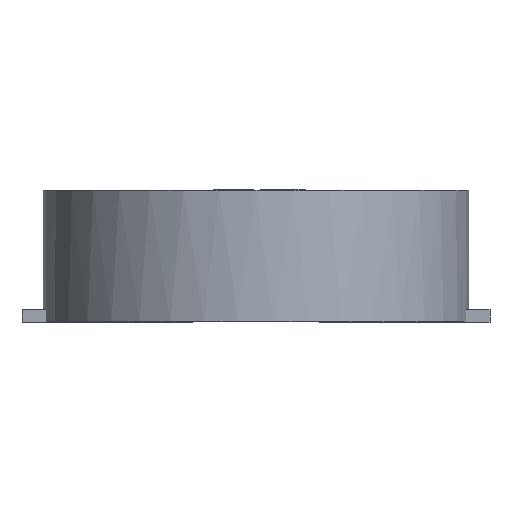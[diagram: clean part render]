
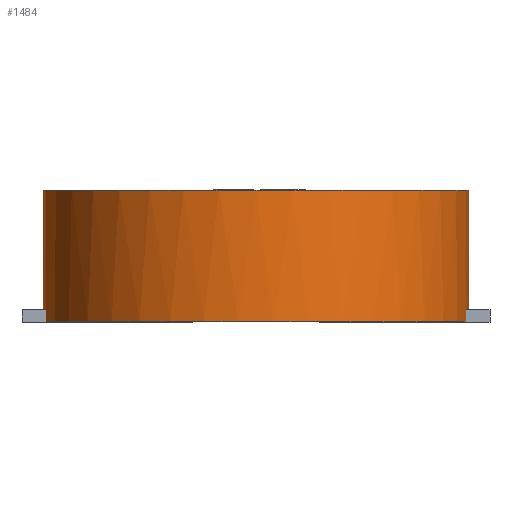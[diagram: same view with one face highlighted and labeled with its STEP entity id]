
A CAD part, front view. The second image highlights one B-rep face of the part: STEP entity #1484.
In plain terms, the highlighted cylindrical face has radius 5 mm (diameter 10 mm), a partial arc.
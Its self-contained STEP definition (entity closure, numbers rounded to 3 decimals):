
#143 = EDGE_CURVE ( 'NONE', #2710, #8435, #9538, .T. ) ;
#176 = DIRECTION ( 'NONE',  ( 1., 0., 0. ) ) ;
#196 = CARTESIAN_POINT ( 'NONE',  ( 0., 0., 3.11 ) ) ;
#247 = DIRECTION ( 'NONE',  ( -1., 0., 0. ) ) ;
#311 = VECTOR ( 'NONE', #6202, 1000. ) ;
#443 = ORIENTED_EDGE ( 'NONE', *, *, #6330, .F. ) ;
#1003 = VERTEX_POINT ( 'NONE', #10146 ) ;
#1007 = EDGE_CURVE ( 'NONE', #3217, #10306, #3817, .T. ) ;
#1032 = ORIENTED_EDGE ( 'NONE', *, *, #2926, .T. ) ;
#1390 = VECTOR ( 'NONE', #2209, 1000. ) ;
#1399 = CIRCLE ( 'NONE', #9012, 5. ) ;
#1484 = ADVANCED_FACE ( 'NONE', ( #10310 ), #5952, .T. ) ;
#1577 = VECTOR ( 'NONE', #6673, 1000. ) ;
#1892 = EDGE_CURVE ( 'NONE', #10306, #8435, #8106, .T. ) ;
#1952 = CARTESIAN_POINT ( 'NONE',  ( 5., 0., 3.11 ) ) ;
#2209 = DIRECTION ( 'NONE',  ( 0., 0., -1. ) ) ;
#2229 = CARTESIAN_POINT ( 'NONE',  ( 4.936, -0.8, 3.11 ) ) ;
#2443 = AXIS2_PLACEMENT_3D ( 'NONE', #4581, #5245, #7093 ) ;
#2612 = CIRCLE ( 'NONE', #8826, 5. ) ;
#2710 = VERTEX_POINT ( 'NONE', #10717 ) ;
#2926 = EDGE_CURVE ( 'NONE', #2710, #9784, #6679, .T. ) ;
#2951 = AXIS2_PLACEMENT_3D ( 'NONE', #196, #5178, #247 ) ;
#3037 = CARTESIAN_POINT ( 'NONE',  ( 0., 0., 0.01 ) ) ;
#3193 = CARTESIAN_POINT ( 'NONE',  ( -4.936, -0.8, 0.3 ) ) ;
#3217 = VERTEX_POINT ( 'NONE', #6426 ) ;
#3311 = AXIS2_PLACEMENT_3D ( 'NONE', #3037, #6467, #9759 ) ;
#3442 = DIRECTION ( 'NONE',  ( 0., 0., 1. ) ) ;
#3553 = LINE ( 'NONE', #1952, #4219 ) ;
#3613 = CARTESIAN_POINT ( 'NONE',  ( 0., 0., 3.11 ) ) ;
#3817 = LINE ( 'NONE', #5422, #1390 ) ;
#4047 = CARTESIAN_POINT ( 'NONE',  ( 0., 0., 0.3 ) ) ;
#4219 = VECTOR ( 'NONE', #4436, 1000. ) ;
#4346 = ORIENTED_EDGE ( 'NONE', *, *, #6236, .F. ) ;
#4436 = DIRECTION ( 'NONE',  ( 0., 0., -1. ) ) ;
#4517 = CARTESIAN_POINT ( 'NONE',  ( 5., 0., 3.11 ) ) ;
#4581 = CARTESIAN_POINT ( 'NONE',  ( 0., 0., 0.3 ) ) ;
#4621 = CARTESIAN_POINT ( 'NONE',  ( 4.936, -0.8, 0.01 ) ) ;
#4889 = EDGE_CURVE ( 'NONE', #3217, #10704, #2612, .T. ) ;
#4986 = DIRECTION ( 'NONE',  ( -1., 0., 0. ) ) ;
#5178 = DIRECTION ( 'NONE',  ( 0., 0., -1. ) ) ;
#5245 = DIRECTION ( 'NONE',  ( 0., 0., 1. ) ) ;
#5422 = CARTESIAN_POINT ( 'NONE',  ( -5., 0., 3.11 ) ) ;
#5839 = ORIENTED_EDGE ( 'NONE', *, *, #1007, .T. ) ;
#5952 = CYLINDRICAL_SURFACE ( 'NONE', #2951, 5. ) ;
#6202 = DIRECTION ( 'NONE',  ( 0., 0., 1. ) ) ;
#6236 = EDGE_CURVE ( 'NONE', #1003, #8381, #1399, .T. ) ;
#6330 = EDGE_CURVE ( 'NONE', #10704, #1003, #3553, .T. ) ;
#6426 = CARTESIAN_POINT ( 'NONE',  ( -5., 0., 3.11 ) ) ;
#6467 = DIRECTION ( 'NONE',  ( 0., 0., 1. ) ) ;
#6673 = DIRECTION ( 'NONE',  ( 0., 0., -1. ) ) ;
#6679 = CIRCLE ( 'NONE', #3311, 5. ) ;
#6950 = ORIENTED_EDGE ( 'NONE', *, *, #1892, .T. ) ;
#6986 = CARTESIAN_POINT ( 'NONE',  ( -5., 0., 0.3 ) ) ;
#7055 = ORIENTED_EDGE ( 'NONE', *, *, #143, .F. ) ;
#7093 = DIRECTION ( 'NONE',  ( 1., 0., 0. ) ) ;
#7440 = DIRECTION ( 'NONE',  ( 0., 0., -1. ) ) ;
#8106 = CIRCLE ( 'NONE', #2443, 5. ) ;
#8381 = VERTEX_POINT ( 'NONE', #9028 ) ;
#8435 = VERTEX_POINT ( 'NONE', #3193 ) ;
#8826 = AXIS2_PLACEMENT_3D ( 'NONE', #3613, #3442, #176 ) ;
#8960 = ORIENTED_EDGE ( 'NONE', *, *, #9878, .F. ) ;
#9012 = AXIS2_PLACEMENT_3D ( 'NONE', #4047, #7440, #4986 ) ;
#9028 = CARTESIAN_POINT ( 'NONE',  ( 4.936, -0.8, 0.3 ) ) ;
#9538 = LINE ( 'NONE', #10373, #311 ) ;
#9759 = DIRECTION ( 'NONE',  ( 1., 0., 0. ) ) ;
#9784 = VERTEX_POINT ( 'NONE', #4621 ) ;
#9878 = EDGE_CURVE ( 'NONE', #8381, #9784, #10902, .T. ) ;
#10146 = CARTESIAN_POINT ( 'NONE',  ( 5., 0., 0.3 ) ) ;
#10306 = VERTEX_POINT ( 'NONE', #6986 ) ;
#10310 = FACE_OUTER_BOUND ( 'NONE', #10927, .T. ) ;
#10373 = CARTESIAN_POINT ( 'NONE',  ( -4.936, -0.8, 3.11 ) ) ;
#10615 = ORIENTED_EDGE ( 'NONE', *, *, #4889, .F. ) ;
#10704 = VERTEX_POINT ( 'NONE', #4517 ) ;
#10717 = CARTESIAN_POINT ( 'NONE',  ( -4.936, -0.8, 0.01 ) ) ;
#10902 = LINE ( 'NONE', #2229, #1577 ) ;
#10927 = EDGE_LOOP ( 'NONE', ( #443, #10615, #5839, #6950, #7055, #1032, #8960, #4346 ) ) ;
